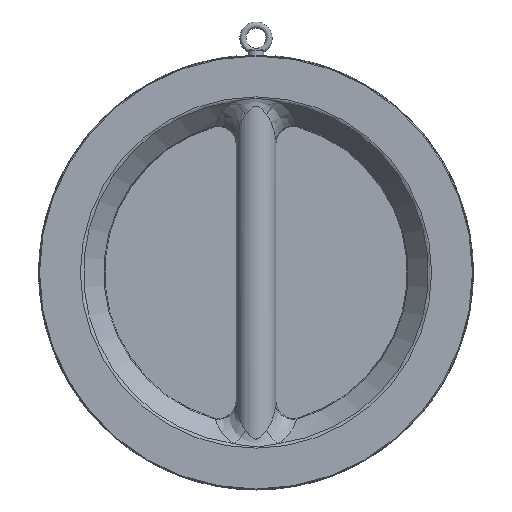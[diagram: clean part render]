
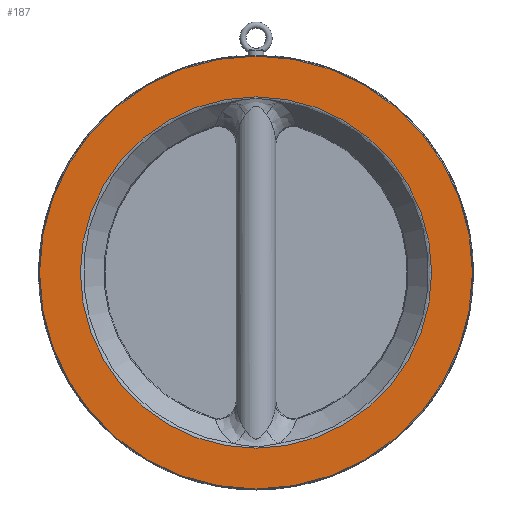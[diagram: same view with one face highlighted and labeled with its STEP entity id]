
A CAD part, front view. The second image highlights one B-rep face of the part: STEP entity #187.
In plain terms, the highlighted planar face has unit normal (0, -1, 0).
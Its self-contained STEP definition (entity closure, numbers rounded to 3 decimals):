
#187 = ADVANCED_FACE ( 'NONE', ( #2235, #3518 ), #619, .F. ) ;
#280 = CARTESIAN_POINT ( 'NONE',  ( 0., 0., 218. ) ) ;
#573 = EDGE_LOOP ( 'NONE', ( #4032 ) ) ;
#592 = VERTEX_POINT ( 'NONE', #1585 ) ;
#619 = PLANE ( 'NONE',  #1716 ) ;
#869 = DIRECTION ( 'NONE',  ( 0., 0., 1. ) ) ;
#1039 = EDGE_CURVE ( 'NONE', #592, #592, #1052, .T. ) ;
#1052 = CIRCLE ( 'NONE', #2736, 176.865 ) ;
#1377 = DIRECTION ( 'NONE',  ( 0., 1., 0. ) ) ;
#1402 = DIRECTION ( 'NONE',  ( 0., 0., 1. ) ) ;
#1585 = CARTESIAN_POINT ( 'NONE',  ( 0., 0., 176.865 ) ) ;
#1716 = AXIS2_PLACEMENT_3D ( 'NONE', #1903, #1377, #1402 ) ;
#1820 = EDGE_CURVE ( 'NONE', #2871, #2871, #2738, .T. ) ;
#1887 = DIRECTION ( 'NONE',  ( 0., -1., 0. ) ) ;
#1903 = CARTESIAN_POINT ( 'NONE',  ( 176.865, 0., 0. ) ) ;
#1913 = ORIENTED_EDGE ( 'NONE', *, *, #1820, .T. ) ;
#2235 = FACE_OUTER_BOUND ( 'NONE', #3201, .T. ) ;
#2476 = CARTESIAN_POINT ( 'NONE',  ( 0., 0., 0. ) ) ;
#2736 = AXIS2_PLACEMENT_3D ( 'NONE', #2476, #2816, #869 ) ;
#2738 = CIRCLE ( 'NONE', #3005, 218. ) ;
#2816 = DIRECTION ( 'NONE',  ( 0., 1., 0. ) ) ;
#2871 = VERTEX_POINT ( 'NONE', #280 ) ;
#3005 = AXIS2_PLACEMENT_3D ( 'NONE', #3863, #1887, #3174 ) ;
#3174 = DIRECTION ( 'NONE',  ( 0., 0., 1. ) ) ;
#3201 = EDGE_LOOP ( 'NONE', ( #1913 ) ) ;
#3518 = FACE_BOUND ( 'NONE', #573, .T. ) ;
#3863 = CARTESIAN_POINT ( 'NONE',  ( 0., 0., 0. ) ) ;
#4032 = ORIENTED_EDGE ( 'NONE', *, *, #1039, .T. ) ;
